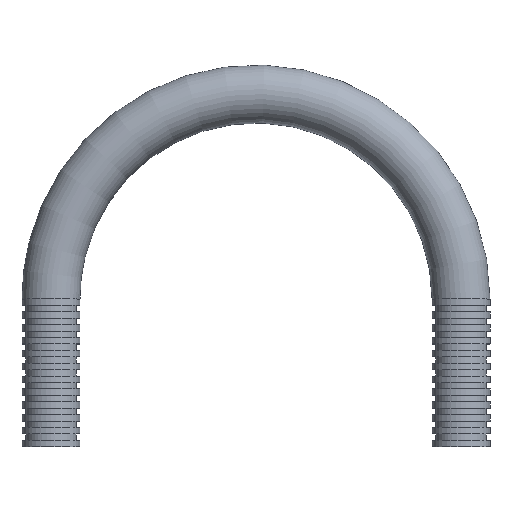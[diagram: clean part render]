
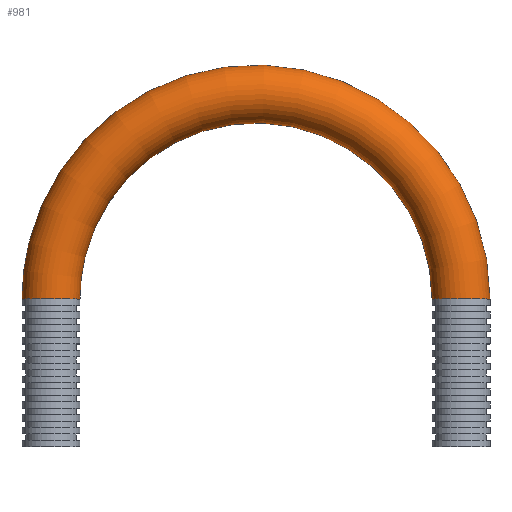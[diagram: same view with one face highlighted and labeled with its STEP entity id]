
A CAD part, top view. The second image highlights one B-rep face of the part: STEP entity #981.
In plain terms, the highlighted toroidal (fillet/blend) face has major radius 75 mm and minor radius 10.6 mm.
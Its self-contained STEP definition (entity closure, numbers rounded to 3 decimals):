
#116=ORIENTED_EDGE('',*,*,#308,.T.);
#117=ORIENTED_EDGE('',*,*,#309,.F.);
#308=EDGE_CURVE('',#404,#404,#500,.T.);
#309=EDGE_CURVE('',#405,#405,#501,.T.);
#404=VERTEX_POINT('',#1675);
#405=VERTEX_POINT('',#1677);
#500=CIRCLE('',#1093,10.6);
#501=CIRCLE('',#1094,10.6);
#596=EDGE_LOOP('',(#116));
#597=EDGE_LOOP('',(#117));
#788=FACE_BOUND('',#596,.T.);
#789=FACE_BOUND('',#597,.T.);
#979=TOROIDAL_SURFACE('',#1092,75.,10.6);
#981=ADVANCED_FACE('',(#788,#789),#979,.T.);
#1092=AXIS2_PLACEMENT_3D('',#1673,#1289,#1290);
#1093=AXIS2_PLACEMENT_3D('',#1674,#1291,#1292);
#1094=AXIS2_PLACEMENT_3D('',#1676,#1293,#1294);
#1289=DIRECTION('',(0.,0.,1.));
#1290=DIRECTION('',(1.,0.,0.));
#1291=DIRECTION('',(0.,1.,0.));
#1292=DIRECTION('',(1.,0.,0.));
#1293=DIRECTION('',(0.,-1.,0.));
#1294=DIRECTION('',(-1.,0.,0.));
#1673=CARTESIAN_POINT('',(0.,0.,0.));
#1674=CARTESIAN_POINT('',(75.,0.,0.));
#1675=CARTESIAN_POINT('',(85.6,0.,0.));
#1676=CARTESIAN_POINT('',(-75.,0.,0.));
#1677=CARTESIAN_POINT('',(-85.6,0.,0.));
